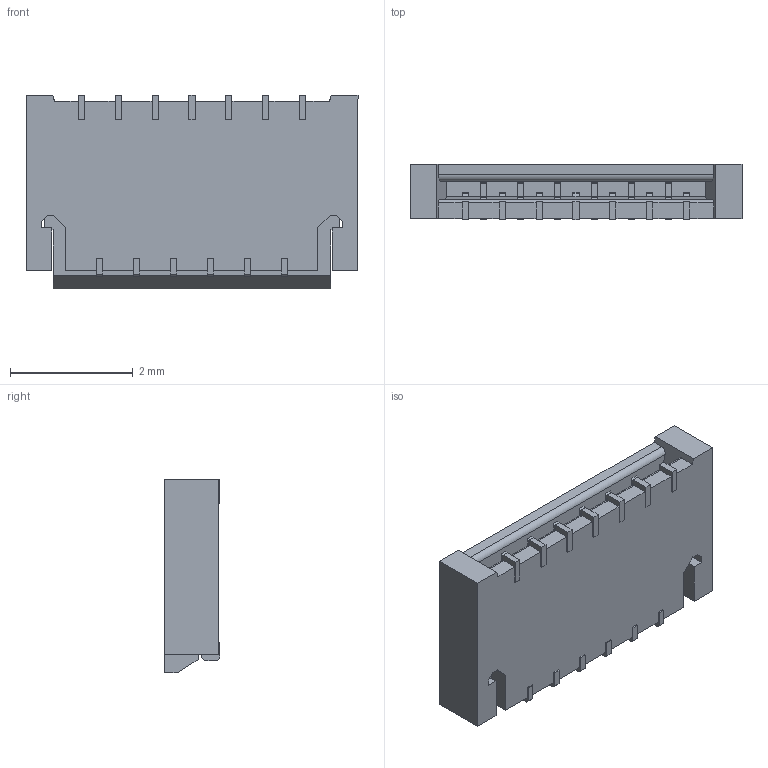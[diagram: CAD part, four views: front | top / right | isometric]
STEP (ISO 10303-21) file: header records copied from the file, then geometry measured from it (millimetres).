
FILE_DESCRIPTION (( 'STEP AP214' ), '1' );
FILE_NAME ('ayf331335-closed.step', '2018-06-26T06:31:55', ( '' ), ( '(C)Panasonic Corporation 2018' ), '', '', '' );
FILE_SCHEMA (( 'AUTOMOTIVE_DESIGN' ));
Length unit declared in the file: millimetre
Products named in the file (1): ayf331335-closed
Bounding box: 5.4 x 0.9 x 3.15 mm (x, y, z)
Volume: 12.1 mm3; surface area: 62.4 mm2
Topology: 1 solids, 1 shells, 343 faces, 999 edges, 666 vertices
Faces by surface type: plane 301, cylinder 42
Entity records: 15000 total; most frequent: CARTESIAN_POINT 2027, ORIENTED_EDGE 1998, DIRECTION 1773, EDGE_CURVE 999, VECTOR 901, LINE 901, VERTEX_POINT 666, AXIS2_PLACEMENT_3D 436
